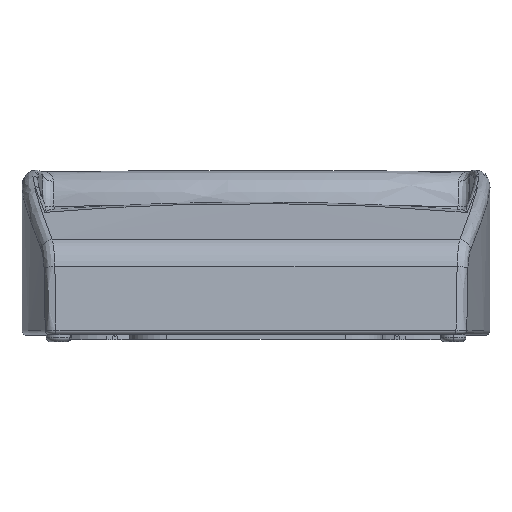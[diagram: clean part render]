
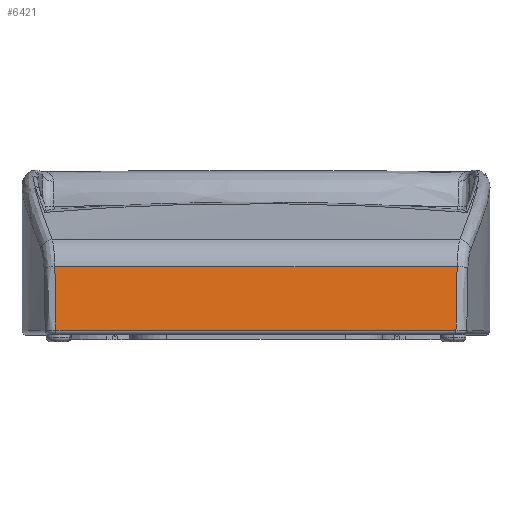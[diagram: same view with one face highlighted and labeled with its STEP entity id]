
A CAD part, top view. The second image highlights one B-rep face of the part: STEP entity #6421.
In plain terms, the highlighted cylindrical face has radius 86.5 mm (diameter 173 mm), a partial arc.
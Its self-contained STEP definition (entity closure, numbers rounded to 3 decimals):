
#2648 = CARTESIAN_POINT ( 'NONE',  ( -43.828, 14.853, 54.715 ) ) ;
#3008 = CARTESIAN_POINT ( 'NONE',  ( -43.828, 14.853, 54.715 ) ) ;
#3072 = CARTESIAN_POINT ( 'NONE',  ( 51., 0., -30.5 ) ) ;
#6421 = ADVANCED_FACE ( 'NONE', ( #18845 ), #17350, .T. ) ;
#7949 = LINE ( 'NONE', #9851, #58388 ) ;
#8869 = EDGE_CURVE ( 'NONE', #26602, #10343, #60384, .T. ) ;
#9851 = CARTESIAN_POINT ( 'NONE',  ( 51., 14.853, 54.715 ) ) ;
#10343 = VERTEX_POINT ( 'NONE', #58101 ) ;
#12795 = CARTESIAN_POINT ( 'NONE',  ( -43.583, 1.012, 55.994 ) ) ;
#17350 = CYLINDRICAL_SURFACE ( 'NONE', #41177, 86.5 ) ;
#17849 = EDGE_CURVE ( 'NONE', #63172, #26602, #25822, .T. ) ;
#18845 = FACE_OUTER_BOUND ( 'NONE', #53981, .T. ) ;
#20963 = DIRECTION ( 'NONE',  ( -1., 0., 0. ) ) ;
#23070 = CARTESIAN_POINT ( 'NONE',  ( 43.583, 1.012, 55.994 ) ) ;
#25822 = LINE ( 'NONE', #54754, #38818 ) ;
#26602 = VERTEX_POINT ( 'NONE', #23070 ) ;
#26977 = CARTESIAN_POINT ( 'NONE',  ( 43.828, 14.853, 54.715 ) ) ;
#29279 = DIRECTION ( 'NONE',  ( -1., 0., 0. ) ) ;
#30763 = DIRECTION ( 'NONE',  ( 0., 0., 1. ) ) ;
#32368 = B_SPLINE_CURVE_WITH_KNOTS ( 'NONE', 3,
 ( #3008, #51671, #42036, #12795 ),
 .UNSPECIFIED., .F., .F.,
 ( 4, 4 ),
 ( 0., 0.014 ),
 .UNSPECIFIED. ) ;
#37643 = ORIENTED_EDGE ( 'NONE', *, *, #59039, .T. ) ;
#38099 = ORIENTED_EDGE ( 'NONE', *, *, #17849, .T. ) ;
#38818 = VECTOR ( 'NONE', #45091, 1000. ) ;
#40111 = EDGE_CURVE ( 'NONE', #10343, #50745, #7949, .T. ) ;
#41177 = AXIS2_PLACEMENT_3D ( 'NONE', #3072, #20963, #30763 ) ;
#42036 = CARTESIAN_POINT ( 'NONE',  ( -43.593, 5.659, 55.94 ) ) ;
#43037 = ORIENTED_EDGE ( 'NONE', *, *, #8869, .T. ) ;
#44882 = CARTESIAN_POINT ( 'NONE',  ( -43.583, 1.012, 55.994 ) ) ;
#45091 = DIRECTION ( 'NONE',  ( 1., 0., 0. ) ) ;
#46401 = CARTESIAN_POINT ( 'NONE',  ( 43.677, 10.273, 55.514 ) ) ;
#50745 = VERTEX_POINT ( 'NONE', #2648 ) ;
#51150 = CARTESIAN_POINT ( 'NONE',  ( 43.593, 5.659, 55.94 ) ) ;
#51671 = CARTESIAN_POINT ( 'NONE',  ( -43.677, 10.273, 55.514 ) ) ;
#53981 = EDGE_LOOP ( 'NONE', ( #37643, #38099, #43037, #56905 ) ) ;
#54754 = CARTESIAN_POINT ( 'NONE',  ( 51., 1.012, 55.994 ) ) ;
#56288 = CARTESIAN_POINT ( 'NONE',  ( 43.583, 1.012, 55.994 ) ) ;
#56905 = ORIENTED_EDGE ( 'NONE', *, *, #40111, .T. ) ;
#58101 = CARTESIAN_POINT ( 'NONE',  ( 43.828, 14.853, 54.715 ) ) ;
#58388 = VECTOR ( 'NONE', #29279, 1000. ) ;
#59039 = EDGE_CURVE ( 'NONE', #50745, #63172, #32368, .T. ) ;
#60384 = B_SPLINE_CURVE_WITH_KNOTS ( 'NONE', 3,
 ( #56288, #51150, #46401, #26977 ),
 .UNSPECIFIED., .F., .F.,
 ( 4, 4 ),
 ( 0.001, 0.015 ),
 .UNSPECIFIED. ) ;
#63172 = VERTEX_POINT ( 'NONE', #44882 ) ;
